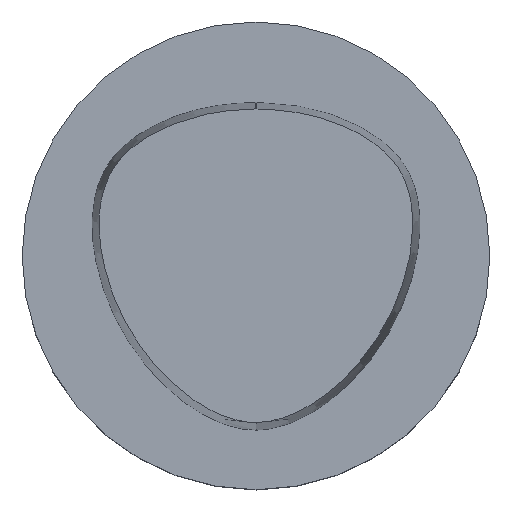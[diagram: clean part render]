
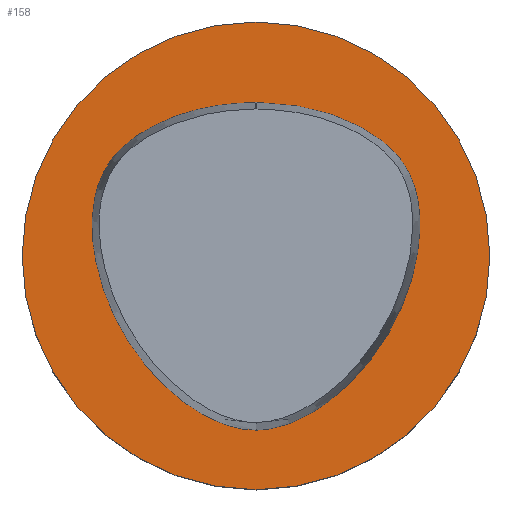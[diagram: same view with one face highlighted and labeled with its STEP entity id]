
A CAD part, top view. The second image highlights one B-rep face of the part: STEP entity #158.
In plain terms, the highlighted planar face has unit normal (0, 0, 1).
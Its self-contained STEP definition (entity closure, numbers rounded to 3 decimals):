
#90=EDGE_CURVE('Unnamed[1]',#218,#219,#220,.T.);
#117=EDGE_CURVE('Unnamed[1]',#238,#218,#259,.T.);
#131=EDGE_CURVE('Unnamed[1]',#219,#238,#279,.T.);
#158=ADVANCED_FACE('Unnamed[1]',(#314,#315),#316,.T.);
#168=EDGE_CURVE('Unnamed[1]',#330,#330,#331,.T.);
#218=VERTEX_POINT('',#469);
#219=VERTEX_POINT('',#470);
#220=B_SPLINE_CURVE_WITH_KNOTS('',3,(#471,#472,#473,#474,#475,#476,#477,#478,#479,#480,#481,#482,#483,#484,#485,#486,#487),.UNSPECIFIED.,.F.,.F.,(4,1,1,1,1,1,1,1,1,1,1,1,1,1,4),(-13.23,-12.817,-12.403,-11.99,-11.576,-11.163,-10.956,-10.75,-10.336,-9.923,-9.096,-8.269,-7.442,-7.029,-6.615),.UNSPECIFIED.);
#238=VERTEX_POINT('',#577);
#259=CIRCLE('',#605,0.95);
#279=B_SPLINE_CURVE_WITH_KNOTS('',3,(#632,#633,#634,#635,#636,#637,#638,#639,#640,#641,#642,#643,#644,#645,#646,#647,#648,#649),.UNSPECIFIED.,.F.,.F.,(4,1,1,1,1,1,1,1,1,2,1,1,1,1,4),(-6.615,-6.202,-5.788,-5.375,-4.961,-4.134,-3.308,-2.894,-2.481,-2.067,-1.654,-1.24,-0.827,-0.413,0.0),.UNSPECIFIED.);
#314=FACE_BOUND('',#707,.T.);
#315=FACE_OUTER_BOUND('',#708,.T.);
#316=PLANE('',#709);
#330=VERTEX_POINT('',#728);
#331=CIRCLE('',#729,31.5);
#469=CARTESIAN_POINT('',(0.045,20.677,0.));
#470=CARTESIAN_POINT('',(0.044,-23.469,0.));
#471=CARTESIAN_POINT('',(0.045,20.677,0.));
#472=CARTESIAN_POINT('',(1.424,20.61,0.));
#473=CARTESIAN_POINT('',(4.223,20.484,0.));
#474=CARTESIAN_POINT('',(8.472,19.689,0.));
#475=CARTESIAN_POINT('',(12.514,18.243,0.0));
#476=CARTESIAN_POINT('',(16.304,16.173,0.));
#477=CARTESIAN_POINT('',(19.145,13.704,0.));
#478=CARTESIAN_POINT('',(20.732,11.101,0.0));
#479=CARTESIAN_POINT('',(21.783,8.281,0.));
#480=CARTESIAN_POINT('',(22.226,4.609,0.0));
#481=CARTESIAN_POINT('',(21.744,-1.113,0.0));
#482=CARTESIAN_POINT('',(19.552,-7.954,0.0));
#483=CARTESIAN_POINT('',(14.957,-15.209,0.0));
#484=CARTESIAN_POINT('',(9.668,-20.083,0.));
#485=CARTESIAN_POINT('',(4.516,-22.795,0.));
#486=CARTESIAN_POINT('',(1.559,-23.461,0.));
#487=CARTESIAN_POINT('',(0.044,-23.469,0.));
#577=CARTESIAN_POINT('',(-0.045,20.677,0.));
#605=AXIS2_PLACEMENT_3D('',#805,#806,#807);
#632=CARTESIAN_POINT('',(0.044,-23.469,0.));
#633=CARTESIAN_POINT('',(-1.471,-23.477,0.));
#634=CARTESIAN_POINT('',(-4.439,-22.821,0.));
#635=CARTESIAN_POINT('',(-8.35,-20.8,0.));
#636=CARTESIAN_POINT('',(-11.745,-18.156,0.));
#637=CARTESIAN_POINT('',(-15.699,-14.041,0.));
#638=CARTESIAN_POINT('',(-19.535,-8.006,0.));
#639=CARTESIAN_POINT('',(-21.721,-1.161,0.0));
#640=CARTESIAN_POINT('',(-22.249,4.55,0.0));
#641=CARTESIAN_POINT('',(-21.665,9.002,0.0));
#642=CARTESIAN_POINT('',(-20.395,11.778,0.0));
#643=CARTESIAN_POINT('',(-18.593,14.198,0.0));
#644=CARTESIAN_POINT('',(-16.323,16.178,0.0));
#645=CARTESIAN_POINT('',(-12.508,18.252,0.));
#646=CARTESIAN_POINT('',(-8.468,19.679,0.));
#647=CARTESIAN_POINT('',(-4.23,20.488,0.));
#648=CARTESIAN_POINT('',(-1.423,20.613,0.));
#649=CARTESIAN_POINT('',(-0.045,20.677,0.));
#707=EDGE_LOOP('',(#858,#859,#860));
#708=EDGE_LOOP('',(#861));
#709=AXIS2_PLACEMENT_3D('',#862,#863,#864);
#728=CARTESIAN_POINT('',(0.,31.5,0.));
#729=AXIS2_PLACEMENT_3D('',#878,#879,#880);
#805=CARTESIAN_POINT('',(-0.001,19.728,0.));
#806=DIRECTION('',(0.,0.,-1.0));
#807=DIRECTION('',(-0.046,0.999,0.));
#858=ORIENTED_EDGE('',*,*,#90,.T.);
#859=ORIENTED_EDGE('',*,*,#131,.T.);
#860=ORIENTED_EDGE('',*,*,#117,.T.);
#861=ORIENTED_EDGE('',*,*,#168,.F.);
#862=CARTESIAN_POINT('',(0.,15.75,0.));
#863=DIRECTION('',(0.,0.,1.0));
#864=DIRECTION('',(0.,-1.0,0.));
#878=CARTESIAN_POINT('',(0.0,0.0,0.0));
#879=DIRECTION('',(0.,0.,-1.0));
#880=DIRECTION('',(0.,1.0,0.));
